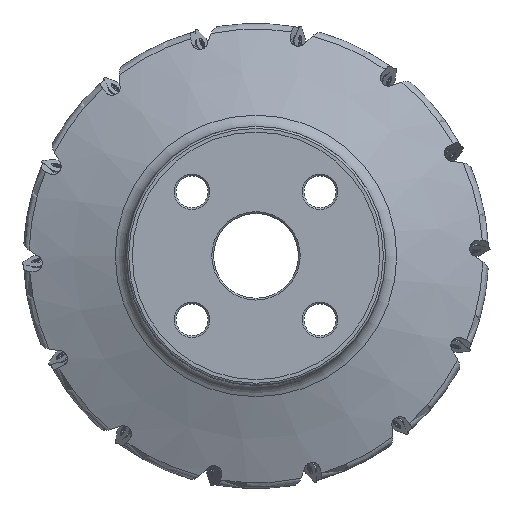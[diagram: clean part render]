
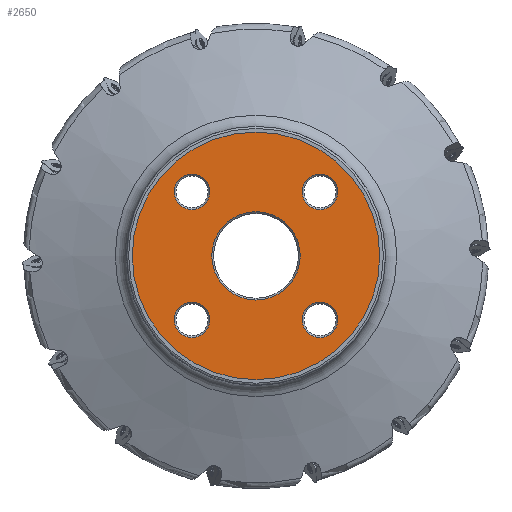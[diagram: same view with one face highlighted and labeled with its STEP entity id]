
A CAD part, top view. The second image highlights one B-rep face of the part: STEP entity #2650.
In plain terms, the highlighted planar face has unit normal (0, 0, 1).
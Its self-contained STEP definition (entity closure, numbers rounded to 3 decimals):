
#2650=ADVANCED_FACE('SU_1',(#5373,#5374,#5375,#5376,#5377,#5378),#3862,
 .F.);
#3862=PLANE('',#27664);
#4769=CIRCLE('',#27604,69.5);
#4774=CIRCLE('',#27612,10.);
#4781=CIRCLE('',#27628,10.);
#4787=CIRCLE('',#27640,10.);
#4793=CIRCLE('',#27652,10.);
#4796=CIRCLE('',#27657,24.819);
#5373=FACE_BOUND('',#5997,.T.);
#5374=FACE_BOUND('',#5998,.T.);
#5375=FACE_BOUND('',#5999,.T.);
#5376=FACE_BOUND('',#6000,.T.);
#5377=FACE_BOUND('',#6001,.T.);
#5378=FACE_BOUND('',#6002,.T.);
#5997=EDGE_LOOP('',(#12449));
#5998=EDGE_LOOP('',(#12450));
#5999=EDGE_LOOP('',(#12451));
#6000=EDGE_LOOP('',(#12452));
#6001=EDGE_LOOP('',(#12453));
#6002=EDGE_LOOP('',(#12454));
#12449=ORIENTED_EDGE('',*,*,#22616,.F.);
#12450=ORIENTED_EDGE('',*,*,#22610,.F.);
#12451=ORIENTED_EDGE('',*,*,#22592,.T.);
#12452=ORIENTED_EDGE('',*,*,#22619,.F.);
#12453=ORIENTED_EDGE('',*,*,#22604,.F.);
#12454=ORIENTED_EDGE('',*,*,#22597,.F.);
#19626=VERTEX_POINT('',#45191);
#19631=VERTEX_POINT('',#45204);
#19638=VERTEX_POINT('',#45227);
#19644=VERTEX_POINT('',#45245);
#19650=VERTEX_POINT('',#45263);
#19653=VERTEX_POINT('',#45271);
#22592=EDGE_CURVE('',#19626,#19626,#4769,.T.);
#22597=EDGE_CURVE('',#19631,#19631,#4774,.T.);
#22604=EDGE_CURVE('',#19638,#19638,#4781,.T.);
#22610=EDGE_CURVE('',#19644,#19644,#4787,.T.);
#22616=EDGE_CURVE('',#19650,#19650,#4793,.T.);
#22619=EDGE_CURVE('',#19653,#19653,#4796,.T.);
#27604=AXIS2_PLACEMENT_3D('',#45190,#31353,#31354);
#27612=AXIS2_PLACEMENT_3D('',#45203,#31369,#31370);
#27628=AXIS2_PLACEMENT_3D('',#45226,#31401,#31402);
#27640=AXIS2_PLACEMENT_3D('',#45244,#31425,#31426);
#27652=AXIS2_PLACEMENT_3D('',#45262,#31449,#31450);
#27657=AXIS2_PLACEMENT_3D('',#45270,#31459,#31460);
#27664=AXIS2_PLACEMENT_3D('',#45280,#31473,#31474);
#31353=DIRECTION('',(0.,0.,1.));
#31354=DIRECTION('',(1.,0.,0.));
#31369=DIRECTION('',(0.,0.,1.));
#31370=DIRECTION('',(-1.,0.,0.));
#31401=DIRECTION('',(0.,0.,1.));
#31402=DIRECTION('',(-1.,0.,0.));
#31425=DIRECTION('',(0.,0.,1.));
#31426=DIRECTION('',(-1.,0.,0.));
#31449=DIRECTION('',(0.,0.,1.));
#31450=DIRECTION('',(-1.,0.,0.));
#31459=DIRECTION('',(0.,0.,1.));
#31460=DIRECTION('',(1.,0.,0.));
#31473=DIRECTION('',(0.,0.,-1.));
#31474=DIRECTION('',(-1.,0.,0.));
#45190=CARTESIAN_POINT('',(0.,0.,0.));
#45191=CARTESIAN_POINT('',(69.5,0.,0.));
#45203=CARTESIAN_POINT('',(35.921,-35.921,0.));
#45204=CARTESIAN_POINT('',(25.921,-35.921,0.));
#45226=CARTESIAN_POINT('',(35.921,35.921,0.));
#45227=CARTESIAN_POINT('',(25.921,35.921,0.));
#45244=CARTESIAN_POINT('',(-35.921,35.921,0.));
#45245=CARTESIAN_POINT('',(-45.921,35.921,0.));
#45262=CARTESIAN_POINT('',(-35.921,-35.921,0.));
#45263=CARTESIAN_POINT('',(-45.921,-35.921,0.));
#45270=CARTESIAN_POINT('',(0.,0.,0.));
#45271=CARTESIAN_POINT('',(24.819,0.,0.));
#45280=CARTESIAN_POINT('',(-72.5,0.,0.));
